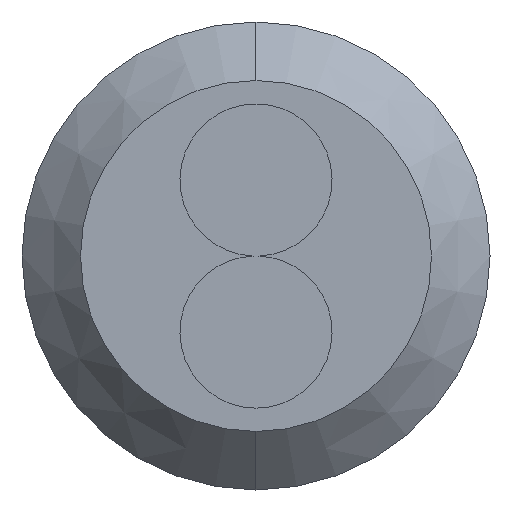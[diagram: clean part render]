
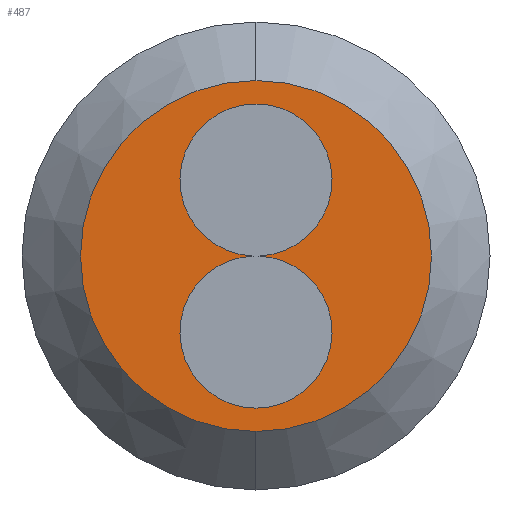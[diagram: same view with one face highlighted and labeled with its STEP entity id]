
A CAD part, left-side view. The second image highlights one B-rep face of the part: STEP entity #487.
In plain terms, the highlighted planar face has unit normal (-1, 0, 0).
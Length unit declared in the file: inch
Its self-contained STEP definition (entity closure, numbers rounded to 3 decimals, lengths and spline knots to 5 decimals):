
#24 = ORIENTED_EDGE ( 'NONE', *, *, #299, .F. ) ;
#25 = ORIENTED_EDGE ( 'NONE', *, *, #307, .T. ) ;
#32 = EDGE_LOOP ( 'NONE', ( #202, #319, #556, #24 ) ) ;
#37 = DIRECTION ( 'NONE',  ( -1., 0., 0. ) ) ;
#40 = EDGE_LOOP ( 'NONE', ( #52, #25 ) ) ;
#43 = CARTESIAN_POINT ( 'NONE',  ( 0., 0., 0.02555 ) ) ;
#44 = DIRECTION ( 'NONE',  ( 0., -1., 0. ) ) ;
#47 = CARTESIAN_POINT ( 'NONE',  ( 0., 0., 0.05114 ) ) ;
#52 = ORIENTED_EDGE ( 'NONE', *, *, #292, .T. ) ;
#67 = DIRECTION ( 'NONE',  ( 0., -1., 0. ) ) ;
#70 = DIRECTION ( 'NONE',  ( 0., -1., 0. ) ) ;
#74 = CARTESIAN_POINT ( 'NONE',  ( 0., 0., 0.02555 ) ) ;
#75 = VERTEX_POINT ( 'NONE', #533 ) ;
#97 = DIRECTION ( 'NONE',  ( -1., 0., 0. ) ) ;
#116 = DIRECTION ( 'NONE',  ( 0., -1., 0. ) ) ;
#117 = DIRECTION ( 'NONE',  ( -1., 0., 0. ) ) ;
#123 = VERTEX_POINT ( 'NONE', #443 ) ;
#124 = CARTESIAN_POINT ( 'NONE',  ( 0., 0., 0. ) ) ;
#129 = FACE_OUTER_BOUND ( 'NONE', #40, .T. ) ;
#156 = VERTEX_POINT ( 'NONE', #388 ) ;
#159 = DIRECTION ( 'NONE',  ( -1., 0., 0. ) ) ;
#187 = VERTEX_POINT ( 'NONE', #444 ) ;
#192 = PLANE ( 'NONE',  #461 ) ;
#202 = ORIENTED_EDGE ( 'NONE', *, *, #571, .F. ) ;
#221 = VERTEX_POINT ( 'NONE', #468 ) ;
#292 = EDGE_CURVE ( 'NONE', #123, #187, #562, .T. ) ;
#297 = EDGE_CURVE ( 'NONE', #156, #221, #358, .T. ) ;
#299 = EDGE_CURVE ( 'NONE', #559, #75, #561, .T. ) ;
#307 = EDGE_CURVE ( 'NONE', #187, #123, #375, .T. ) ;
#317 = EDGE_CURVE ( 'NONE', #75, #156, #557, .T. ) ;
#319 = ORIENTED_EDGE ( 'NONE', *, *, #297, .F. ) ;
#339 = CARTESIAN_POINT ( 'NONE',  ( 0., 0., 0. ) ) ;
#357 = DIRECTION ( 'NONE',  ( 0., -1., 0. ) ) ;
#358 = CIRCLE ( 'NONE', #519, 0.02559 ) ;
#359 = DIRECTION ( 'NONE',  ( -1., 0., 0. ) ) ;
#366 = CARTESIAN_POINT ( 'NONE',  ( 0., 0., -0.02559 ) ) ;
#370 = DIRECTION ( 'NONE',  ( 0., -1., 0. ) ) ;
#375 = CIRCLE ( 'NONE', #500, 0.05906 ) ;
#383 = DIRECTION ( 'NONE',  ( -1., 0., 0. ) ) ;
#385 = DIRECTION ( 'NONE',  ( -1., 0., 0. ) ) ;
#388 = CARTESIAN_POINT ( 'NONE',  ( 0., 0., -0.05118 ) ) ;
#424 = CARTESIAN_POINT ( 'NONE',  ( 0., 0., -0.02559 ) ) ;
#436 = CARTESIAN_POINT ( 'NONE',  ( 0., 0., 0. ) ) ;
#443 = CARTESIAN_POINT ( 'NONE',  ( 0., 0., -0.05906 ) ) ;
#444 = CARTESIAN_POINT ( 'NONE',  ( 0., 0., 0.05906 ) ) ;
#450 = AXIS2_PLACEMENT_3D ( 'NONE', #43, #37, #44 ) ;
#461 = AXIS2_PLACEMENT_3D ( 'NONE', #124, #117, #116 ) ;
#467 = CIRCLE ( 'NONE', #450, 0.02559 ) ;
#468 = CARTESIAN_POINT ( 'NONE',  ( 0., -0.001, -0.00002 ) ) ;
#487 = ADVANCED_FACE ( 'NONE', ( #129, #563 ), #192, .T. ) ;
#492 = DIRECTION ( 'NONE',  ( 0., -1., 0. ) ) ;
#498 = AXIS2_PLACEMENT_3D ( 'NONE', #366, #359, #357 ) ;
#500 = AXIS2_PLACEMENT_3D ( 'NONE', #436, #383, #370 ) ;
#509 = AXIS2_PLACEMENT_3D ( 'NONE', #74, #97, #67 ) ;
#519 = AXIS2_PLACEMENT_3D ( 'NONE', #424, #385, #70 ) ;
#522 = AXIS2_PLACEMENT_3D ( 'NONE', #339, #159, #492 ) ;
#533 = CARTESIAN_POINT ( 'NONE',  ( 0., 0.001, -0.00002 ) ) ;
#556 = ORIENTED_EDGE ( 'NONE', *, *, #317, .F. ) ;
#557 = CIRCLE ( 'NONE', #498, 0.02559 ) ;
#559 = VERTEX_POINT ( 'NONE', #47 ) ;
#561 = CIRCLE ( 'NONE', #509, 0.02559 ) ;
#562 = CIRCLE ( 'NONE', #522, 0.05906 ) ;
#563 = FACE_BOUND ( 'NONE', #32, .T. ) ;
#571 = EDGE_CURVE ( 'NONE', #221, #559, #467, .T. ) ;
